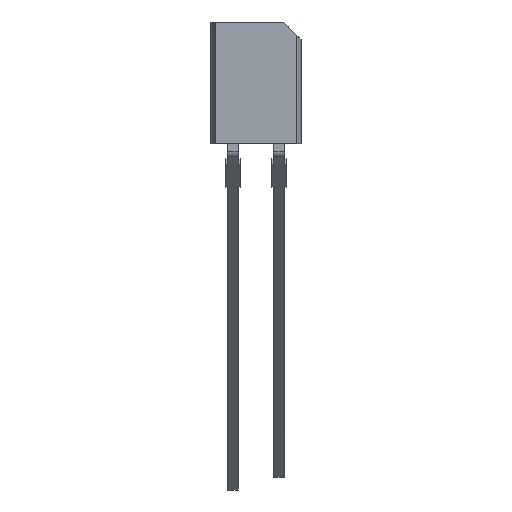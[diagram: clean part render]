
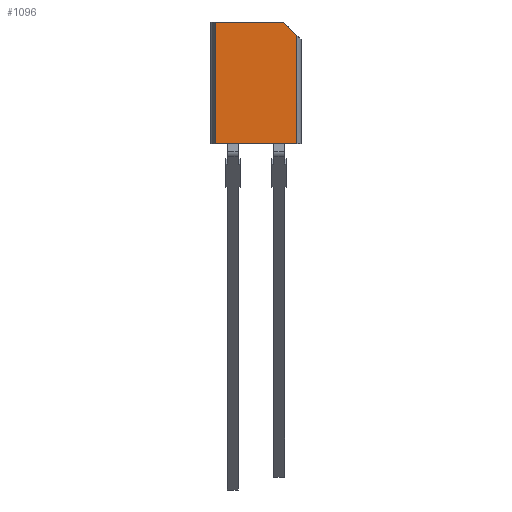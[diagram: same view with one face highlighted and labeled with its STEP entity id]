
A CAD part, top view. The second image highlights one B-rep face of the part: STEP entity #1096.
In plain terms, the highlighted planar face has unit normal (0, 0, 1).
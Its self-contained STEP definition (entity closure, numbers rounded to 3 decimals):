
#100=FACE_OUTER_BOUND('',#160,.T.);
#160=EDGE_LOOP('',(#975,#976,#977,#978,#979));
#294=LINE('',#1874,#430);
#295=LINE('',#1877,#431);
#296=LINE('',#1881,#432);
#297=LINE('',#1884,#433);
#298=LINE('',#1885,#434);
#430=VECTOR('',#1454,10.);
#431=VECTOR('',#1457,10.);
#432=VECTOR('',#1460,10.);
#433=VECTOR('',#1465,10.);
#434=VECTOR('',#1466,10.);
#530=VERTEX_POINT('',#1870);
#531=VERTEX_POINT('',#1872);
#532=VERTEX_POINT('',#1876);
#533=VERTEX_POINT('',#1878);
#534=VERTEX_POINT('',#1880);
#678=EDGE_CURVE('',#530,#531,#294,.T.);
#679=EDGE_CURVE('',#530,#532,#295,.T.);
#681=EDGE_CURVE('',#533,#534,#296,.T.);
#683=EDGE_CURVE('',#534,#531,#297,.T.);
#684=EDGE_CURVE('',#532,#533,#298,.T.);
#975=ORIENTED_EDGE('',*,*,#678,.T.);
#976=ORIENTED_EDGE('',*,*,#683,.F.);
#977=ORIENTED_EDGE('',*,*,#681,.F.);
#978=ORIENTED_EDGE('',*,*,#684,.F.);
#979=ORIENTED_EDGE('',*,*,#679,.F.);
#1036=PLANE('',#1186);
#1096=ADVANCED_FACE('',(#100),#1036,.T.);
#1186=AXIS2_PLACEMENT_3D('',#1883,#1463,#1464);
#1454=DIRECTION('',(-0.707,0.707,0.));
#1457=DIRECTION('',(0.,-1.,0.));
#1460=DIRECTION('',(0.,1.,0.));
#1463=DIRECTION('center_axis',(0.,0.,1.));
#1464=DIRECTION('ref_axis',(-1.,0.,0.));
#1465=DIRECTION('',(1.,0.,0.));
#1466=DIRECTION('',(-1.,0.,0.));
#1870=CARTESIAN_POINT('',(2.245,3.355,1.1));
#1872=CARTESIAN_POINT('',(1.5,4.1,1.1));
#1874=CARTESIAN_POINT('',(3.211,2.389,1.1));
#1876=CARTESIAN_POINT('',(2.245,-2.6,1.1));
#1877=CARTESIAN_POINT('',(2.245,0.,1.1));
#1878=CARTESIAN_POINT('',(-2.245,-2.6,1.1));
#1880=CARTESIAN_POINT('',(-2.245,4.1,1.1));
#1881=CARTESIAN_POINT('',(-2.245,0.,1.1));
#1883=CARTESIAN_POINT('Origin',(2.245,0.,1.1));
#1884=CARTESIAN_POINT('',(-2.245,4.1,1.1));
#1885=CARTESIAN_POINT('',(-2.245,-2.6,1.1));
